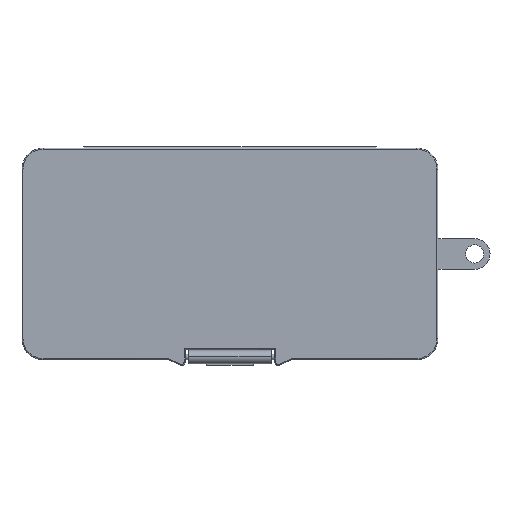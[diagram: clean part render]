
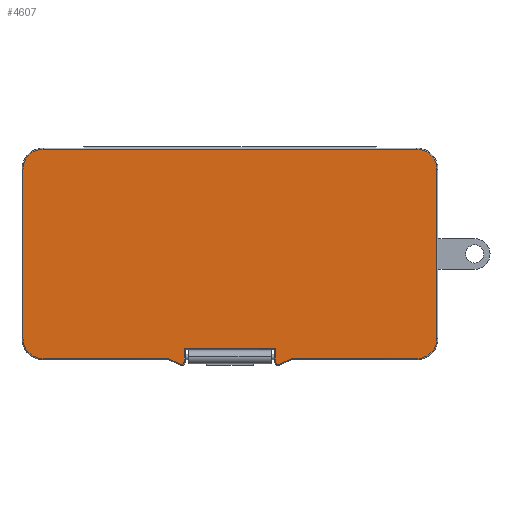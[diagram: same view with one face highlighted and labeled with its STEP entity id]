
A CAD part, top view. The second image highlights one B-rep face of the part: STEP entity #4607.
In plain terms, the highlighted face is planar.
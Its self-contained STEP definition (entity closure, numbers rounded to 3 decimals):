
#162 = ORIENTED_EDGE ( 'NONE', *, *, #5321, .T. ) ;
#335 = CIRCLE ( 'NONE', #2732, 0.7 ) ;
#410 = CARTESIAN_POINT ( 'NONE',  ( -57.4, 7.8, 26. ) ) ;
#442 = LINE ( 'NONE', #3305, #2539 ) ;
#496 = EDGE_LOOP ( 'NONE', ( #1228, #5870, #5310, #3957, #8609, #4008, #8619, #6654, #3412, #3169, #5555, #4653, #8734, #162, #2406, #1536, #7974, #594 ) ) ;
#518 = CARTESIAN_POINT ( 'NONE',  ( 14.8, 7.8, 33.25 ) ) ;
#522 = VERTEX_POINT ( 'NONE', #6046 ) ;
#556 = CARTESIAN_POINT ( 'NONE',  ( 13.8, 7.8, 29.1 ) ) ;
#594 = ORIENTED_EDGE ( 'NONE', *, *, #2084, .T. ) ;
#641 = DIRECTION ( 'NONE',  ( 0., 0., -1. ) ) ;
#738 = DIRECTION ( 'NONE',  ( 0., 1., 0. ) ) ;
#820 = EDGE_CURVE ( 'NONE', #5912, #5838, #894, .T. ) ;
#894 = CIRCLE ( 'NONE', #3138, 0.7 ) ;
#1146 = CARTESIAN_POINT ( 'NONE',  ( 14.8, 7.8, 33.95 ) ) ;
#1187 = DIRECTION ( 'NONE',  ( 0., 0., 1. ) ) ;
#1228 = ORIENTED_EDGE ( 'NONE', *, *, #4464, .T. ) ;
#1261 = CARTESIAN_POINT ( 'NONE',  ( -63.6, 7.8, 26. ) ) ;
#1367 = CARTESIAN_POINT ( 'NONE',  ( 18.88, 7.8, 32.225 ) ) ;
#1431 = LINE ( 'NONE', #4285, #8293 ) ;
#1536 = ORIENTED_EDGE ( 'NONE', *, *, #6595, .T. ) ;
#1666 = VERTEX_POINT ( 'NONE', #3222 ) ;
#1746 = VERTEX_POINT ( 'NONE', #1261 ) ;
#1776 = DIRECTION ( 'NONE',  ( -1., 0., 0. ) ) ;
#1818 = DIRECTION ( 'NONE',  ( 0., 0., 1. ) ) ;
#1906 = DIRECTION ( 'NONE',  ( 1., 0., 0. ) ) ;
#1928 = VECTOR ( 'NONE', #1906, 1000. ) ;
#1958 = DIRECTION ( 'NONE',  ( 0., 1., 0. ) ) ;
#2014 = AXIS2_PLACEMENT_3D ( 'NONE', #6600, #738, #5800 ) ;
#2063 = CARTESIAN_POINT ( 'NONE',  ( 57.4, 7.8, 32.2 ) ) ;
#2084 = EDGE_CURVE ( 'NONE', #522, #7617, #442, .T. ) ;
#2113 = LINE ( 'NONE', #1367, #5216 ) ;
#2165 = DIRECTION ( 'NONE',  ( 1., 0., 0. ) ) ;
#2242 = CIRCLE ( 'NONE', #8813, 6.2 ) ;
#2406 = ORIENTED_EDGE ( 'NONE', *, *, #6661, .T. ) ;
#2421 = CARTESIAN_POINT ( 'NONE',  ( -63.6, 7.8, 26. ) ) ;
#2437 = DIRECTION ( 'NONE',  ( 0., 0., 1. ) ) ;
#2521 = LINE ( 'NONE', #556, #9192 ) ;
#2539 = VECTOR ( 'NONE', #6162, 1000. ) ;
#2662 = EDGE_CURVE ( 'NONE', #8753, #3498, #335, .T. ) ;
#2702 = EDGE_CURVE ( 'NONE', #1666, #3493, #6963, .T. ) ;
#2727 = DIRECTION ( 'NONE',  ( 0., 1., 0. ) ) ;
#2732 = AXIS2_PLACEMENT_3D ( 'NONE', #518, #4029, #6813 ) ;
#2748 = CARTESIAN_POINT ( 'NONE',  ( 14.1, 7.8, 33.25 ) ) ;
#2858 = LINE ( 'NONE', #2063, #7788 ) ;
#2880 = VECTOR ( 'NONE', #8540, 1000. ) ;
#2976 = PLANE ( 'NONE',  #2014 ) ;
#3032 = VERTEX_POINT ( 'NONE', #6180 ) ;
#3034 = CIRCLE ( 'NONE', #8280, 6.2 ) ;
#3112 = EDGE_CURVE ( 'NONE', #1746, #3115, #8866, .T. ) ;
#3115 = VERTEX_POINT ( 'NONE', #3930 ) ;
#3138 = AXIS2_PLACEMENT_3D ( 'NONE', #8415, #4133, #1187 ) ;
#3149 = CARTESIAN_POINT ( 'NONE',  ( 57.4, 7.8, 32.2 ) ) ;
#3169 = ORIENTED_EDGE ( 'NONE', *, *, #8822, .T. ) ;
#3222 = CARTESIAN_POINT ( 'NONE',  ( 57.4, 7.8, -32.2 ) ) ;
#3305 = CARTESIAN_POINT ( 'NONE',  ( 63.6, 7.8, -26. ) ) ;
#3407 = VERTEX_POINT ( 'NONE', #6103 ) ;
#3412 = ORIENTED_EDGE ( 'NONE', *, *, #820, .T. ) ;
#3493 = VERTEX_POINT ( 'NONE', #7024 ) ;
#3496 = LINE ( 'NONE', #9161, #8587 ) ;
#3498 = VERTEX_POINT ( 'NONE', #1146 ) ;
#3685 = EDGE_CURVE ( 'NONE', #3032, #3711, #1431, .T. ) ;
#3711 = VERTEX_POINT ( 'NONE', #7524 ) ;
#3915 = LINE ( 'NONE', #5463, #1928 ) ;
#3930 = CARTESIAN_POINT ( 'NONE',  ( -57.4, 7.8, 32.2 ) ) ;
#3957 = ORIENTED_EDGE ( 'NONE', *, *, #8396, .T. ) ;
#3978 = VECTOR ( 'NONE', #2437, 1000. ) ;
#4008 = ORIENTED_EDGE ( 'NONE', *, *, #7347, .T. ) ;
#4029 = DIRECTION ( 'NONE',  ( 0., 1., 0. ) ) ;
#4133 = DIRECTION ( 'NONE',  ( 0., 1., 0. ) ) ;
#4285 = CARTESIAN_POINT ( 'NONE',  ( -15.081, 7.8, 33.891 ) ) ;
#4310 = EDGE_CURVE ( 'NONE', #7585, #7224, #2521, .T. ) ;
#4464 = EDGE_CURVE ( 'NONE', #7617, #1666, #7564, .T. ) ;
#4607 = ADVANCED_FACE ( 'NONE', ( #7836 ), #2976, .T. ) ;
#4653 = ORIENTED_EDGE ( 'NONE', *, *, #5662, .T. ) ;
#4754 = DIRECTION ( 'NONE',  ( 0., 0., 1. ) ) ;
#4889 = AXIS2_PLACEMENT_3D ( 'NONE', #8076, #7998, #5867 ) ;
#5216 = VECTOR ( 'NONE', #6380, 1000. ) ;
#5219 = VERTEX_POINT ( 'NONE', #3149 ) ;
#5310 = ORIENTED_EDGE ( 'NONE', *, *, #8840, .T. ) ;
#5321 = EDGE_CURVE ( 'NONE', #3498, #6465, #7007, .T. ) ;
#5463 = CARTESIAN_POINT ( 'NONE',  ( -19., 7.8, 32.2 ) ) ;
#5555 = ORIENTED_EDGE ( 'NONE', *, *, #4310, .T. ) ;
#5558 = DIRECTION ( 'NONE',  ( 0., 1., 0. ) ) ;
#5662 = EDGE_CURVE ( 'NONE', #7224, #8753, #8027, .T. ) ;
#5700 = CARTESIAN_POINT ( 'NONE',  ( -57.4, 7.8, -26. ) ) ;
#5800 = DIRECTION ( 'NONE',  ( 0., 0., 1. ) ) ;
#5838 = VERTEX_POINT ( 'NONE', #8586 ) ;
#5867 = DIRECTION ( 'NONE',  ( 0., 0., 1. ) ) ;
#5870 = ORIENTED_EDGE ( 'NONE', *, *, #2702, .T. ) ;
#5912 = VERTEX_POINT ( 'NONE', #7750 ) ;
#6021 = VECTOR ( 'NONE', #1776, 1000. ) ;
#6046 = CARTESIAN_POINT ( 'NONE',  ( 63.6, 7.8, 26. ) ) ;
#6103 = CARTESIAN_POINT ( 'NONE',  ( -63.6, 7.8, -26. ) ) ;
#6135 = CARTESIAN_POINT ( 'NONE',  ( -57.4, 7.8, -32.2 ) ) ;
#6162 = DIRECTION ( 'NONE',  ( 0., 0., -1. ) ) ;
#6180 = CARTESIAN_POINT ( 'NONE',  ( -18.937, 7.8, 32.2 ) ) ;
#6380 = DIRECTION ( 'NONE',  ( 0.916, 0., -0.402 ) ) ;
#6458 = CARTESIAN_POINT ( 'NONE',  ( 63.6, 7.8, -26. ) ) ;
#6465 = VERTEX_POINT ( 'NONE', #7918 ) ;
#6518 = AXIS2_PLACEMENT_3D ( 'NONE', #9075, #1958, #4754 ) ;
#6595 = EDGE_CURVE ( 'NONE', #8102, #5219, #2858, .T. ) ;
#6600 = CARTESIAN_POINT ( 'NONE',  ( -57.4, 7.8, -26. ) ) ;
#6652 = CARTESIAN_POINT ( 'NONE',  ( 14.1, 7.8, 29.1 ) ) ;
#6654 = ORIENTED_EDGE ( 'NONE', *, *, #8054, .T. ) ;
#6661 = EDGE_CURVE ( 'NONE', #6465, #8102, #2113, .T. ) ;
#6757 = DIRECTION ( 'NONE',  ( 0., 1., 0. ) ) ;
#6813 = DIRECTION ( 'NONE',  ( 0., 0., 1. ) ) ;
#6963 = LINE ( 'NONE', #6135, #6021 ) ;
#7007 = CIRCLE ( 'NONE', #8487, 0.7 ) ;
#7024 = CARTESIAN_POINT ( 'NONE',  ( -57.4, 7.8, -32.2 ) ) ;
#7165 = DIRECTION ( 'NONE',  ( 0.916, 0., 0.402 ) ) ;
#7224 = VERTEX_POINT ( 'NONE', #6652 ) ;
#7312 = DIRECTION ( 'NONE',  ( 0., 0., 1. ) ) ;
#7347 = EDGE_CURVE ( 'NONE', #3115, #3032, #3915, .T. ) ;
#7458 = EDGE_CURVE ( 'NONE', #5219, #522, #2242, .T. ) ;
#7524 = CARTESIAN_POINT ( 'NONE',  ( -15.081, 7.8, 33.891 ) ) ;
#7564 = CIRCLE ( 'NONE', #6518, 6.2 ) ;
#7585 = VERTEX_POINT ( 'NONE', #8782 ) ;
#7617 = VERTEX_POINT ( 'NONE', #6458 ) ;
#7693 = CIRCLE ( 'NONE', #4889, 0.7 ) ;
#7750 = CARTESIAN_POINT ( 'NONE',  ( -14.8, 7.8, 33.95 ) ) ;
#7758 = LINE ( 'NONE', #2421, #2880 ) ;
#7788 = VECTOR ( 'NONE', #2165, 1000. ) ;
#7829 = CARTESIAN_POINT ( 'NONE',  ( 57.4, 7.8, 26. ) ) ;
#7836 = FACE_OUTER_BOUND ( 'NONE', #496, .T. ) ;
#7918 = CARTESIAN_POINT ( 'NONE',  ( 15.081, 7.8, 33.891 ) ) ;
#7974 = ORIENTED_EDGE ( 'NONE', *, *, #7458, .T. ) ;
#7995 = AXIS2_PLACEMENT_3D ( 'NONE', #410, #6757, #1818 ) ;
#7998 = DIRECTION ( 'NONE',  ( 0., 1., 0. ) ) ;
#8027 = LINE ( 'NONE', #8852, #3978 ) ;
#8054 = EDGE_CURVE ( 'NONE', #3711, #5912, #7693, .T. ) ;
#8074 = CARTESIAN_POINT ( 'NONE',  ( 18.937, 7.8, 32.2 ) ) ;
#8076 = CARTESIAN_POINT ( 'NONE',  ( -14.8, 7.8, 33.25 ) ) ;
#8102 = VERTEX_POINT ( 'NONE', #8074 ) ;
#8280 = AXIS2_PLACEMENT_3D ( 'NONE', #5700, #8567, #7312 ) ;
#8293 = VECTOR ( 'NONE', #7165, 1000. ) ;
#8396 = EDGE_CURVE ( 'NONE', #3407, #1746, #7758, .T. ) ;
#8413 = CARTESIAN_POINT ( 'NONE',  ( 14.8, 7.8, 33.25 ) ) ;
#8415 = CARTESIAN_POINT ( 'NONE',  ( -14.8, 7.8, 33.25 ) ) ;
#8429 = DIRECTION ( 'NONE',  ( 0., 0., 1. ) ) ;
#8487 = AXIS2_PLACEMENT_3D ( 'NONE', #8413, #2727, #9000 ) ;
#8540 = DIRECTION ( 'NONE',  ( 0., 0., 1. ) ) ;
#8567 = DIRECTION ( 'NONE',  ( 0., 1., 0. ) ) ;
#8586 = CARTESIAN_POINT ( 'NONE',  ( -14.1, 7.8, 33.25 ) ) ;
#8587 = VECTOR ( 'NONE', #641, 1000. ) ;
#8609 = ORIENTED_EDGE ( 'NONE', *, *, #3112, .T. ) ;
#8619 = ORIENTED_EDGE ( 'NONE', *, *, #3685, .T. ) ;
#8734 = ORIENTED_EDGE ( 'NONE', *, *, #2662, .T. ) ;
#8753 = VERTEX_POINT ( 'NONE', #2748 ) ;
#8782 = CARTESIAN_POINT ( 'NONE',  ( -14.1, 7.8, 29.1 ) ) ;
#8813 = AXIS2_PLACEMENT_3D ( 'NONE', #7829, #5558, #8429 ) ;
#8822 = EDGE_CURVE ( 'NONE', #5838, #7585, #3496, .T. ) ;
#8840 = EDGE_CURVE ( 'NONE', #3493, #3407, #3034, .T. ) ;
#8852 = CARTESIAN_POINT ( 'NONE',  ( 14.1, 7.8, 33.25 ) ) ;
#8866 = CIRCLE ( 'NONE', #7995, 6.2 ) ;
#8940 = DIRECTION ( 'NONE',  ( 1., 0., 0. ) ) ;
#9000 = DIRECTION ( 'NONE',  ( 0., 0., 1. ) ) ;
#9075 = CARTESIAN_POINT ( 'NONE',  ( 57.4, 7.8, -26. ) ) ;
#9161 = CARTESIAN_POINT ( 'NONE',  ( -14.1, 7.8, 29.4 ) ) ;
#9192 = VECTOR ( 'NONE', #8940, 1000. ) ;
